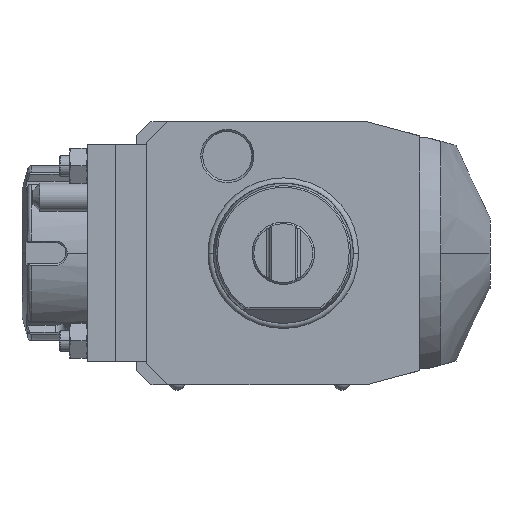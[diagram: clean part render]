
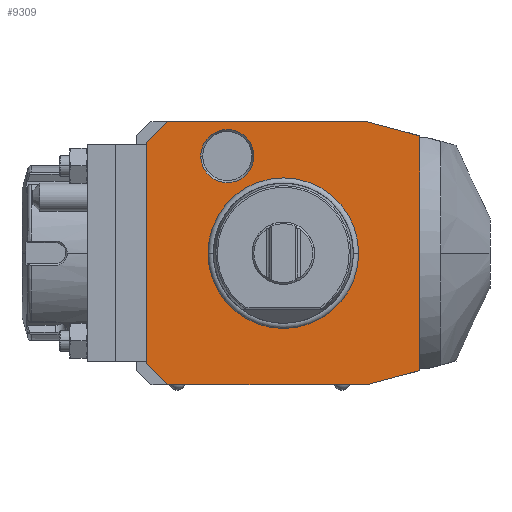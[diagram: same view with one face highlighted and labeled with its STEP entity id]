
A CAD part, front view. The second image highlights one B-rep face of the part: STEP entity #9309.
In plain terms, the highlighted planar face has unit normal (0, -1, 0).
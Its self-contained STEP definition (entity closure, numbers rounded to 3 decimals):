
#1=DIRECTION('',(-0.966,0.,0.259));
#2=VECTOR('',#1,15.529);
#3=CARTESIAN_POINT('',(39.,0.,33.481));
#4=LINE('',#3,#2);
#5=DIRECTION('',(0.,0.,1.));
#6=VECTOR('',#5,66.962);
#7=CARTESIAN_POINT('',(39.,0.,-33.481));
#8=LINE('',#7,#6);
#9=DIRECTION('',(0.966,0.,0.259));
#10=VECTOR('',#9,15.529);
#11=CARTESIAN_POINT('',(24.,0.,-37.5));
#12=LINE('',#11,#10);
#13=DIRECTION('',(1.,0.,0.));
#14=VECTOR('',#13,57.);
#15=CARTESIAN_POINT('',(-33.,0.,-37.5));
#16=LINE('',#15,#14);
#17=DIRECTION('',(0.707,0.,-0.707));
#18=VECTOR('',#17,8.485);
#19=CARTESIAN_POINT('',(-39.,0.,-31.5));
#20=LINE('',#19,#18);
#21=DIRECTION('',(0.,0.,-1.));
#22=VECTOR('',#21,63.);
#23=CARTESIAN_POINT('',(-39.,0.,31.5));
#24=LINE('',#23,#22);
#25=DIRECTION('',(-0.707,0.,-0.707));
#26=VECTOR('',#25,8.485);
#27=CARTESIAN_POINT('',(-33.,0.,37.5));
#28=LINE('',#27,#26);
#29=DIRECTION('',(-1.,0.,0.));
#30=VECTOR('',#29,57.);
#31=CARTESIAN_POINT('',(24.,0.,37.5));
#32=LINE('',#31,#30);
#33=CARTESIAN_POINT('',(-16.,0.,27.713));
#34=DIRECTION('',(0.,1.,0.));
#35=DIRECTION('',(1.,0.,0.));
#36=AXIS2_PLACEMENT_3D('',#33,#34,#35);
#38=CARTESIAN_POINT('',(-16.,0.,27.713));
#39=DIRECTION('',(0.,1.,0.));
#40=DIRECTION('',(-1.,0.,0.));
#41=AXIS2_PLACEMENT_3D('',#38,#39,#40);
#6841=CARTESIAN_POINT('',(0.,0.,0.));
#6842=DIRECTION('',(0.,-1.,0.));
#6843=DIRECTION('',(1.,0.,0.));
#6844=AXIS2_PLACEMENT_3D('',#6841,#6842,#6843);
#6846=CARTESIAN_POINT('',(0.,0.,0.));
#6847=DIRECTION('',(0.,-1.,0.));
#6848=DIRECTION('',(-1.,0.,0.));
#6849=AXIS2_PLACEMENT_3D('',#6846,#6847,#6848);
#8426=CARTESIAN_POINT('',(-8.423,0.,
27.713));
#8427=CARTESIAN_POINT('',(-23.577,0.,
27.713));
#8428=VERTEX_POINT('',#8426);
#8429=VERTEX_POINT('',#8427);
#9094=CARTESIAN_POINT('',(39.,0.,33.481));
#9095=CARTESIAN_POINT('',(24.,0.,37.5));
#9096=VERTEX_POINT('',#9094);
#9097=VERTEX_POINT('',#9095);
#9098=CARTESIAN_POINT('',(-33.,0.,37.5));
#9099=VERTEX_POINT('',#9098);
#9100=CARTESIAN_POINT('',(-39.,0.,31.5));
#9101=VERTEX_POINT('',#9100);
#9102=CARTESIAN_POINT('',(-39.,0.,-31.5));
#9103=VERTEX_POINT('',#9102);
#9104=CARTESIAN_POINT('',(-33.,0.,-37.5));
#9105=VERTEX_POINT('',#9104);
#9106=CARTESIAN_POINT('',(24.,0.,-37.5));
#9107=VERTEX_POINT('',#9106);
#9108=CARTESIAN_POINT('',(39.,0.,-33.481));
#9109=VERTEX_POINT('',#9108);
#9166=CARTESIAN_POINT('',(21.137,0.,0.));
#9167=CARTESIAN_POINT('',(-21.137,0.,0.));
#9168=VERTEX_POINT('',#9166);
#9169=VERTEX_POINT('',#9167);
#9274=CARTESIAN_POINT('',(0.,0.,0.));
#9275=DIRECTION('',(0.,-1.,0.));
#9276=DIRECTION('',(-1.,0.,0.));
#9277=AXIS2_PLACEMENT_3D('',#9274,#9275,#9276);
#9278=PLANE('',#9277);
#9280=ORIENTED_EDGE('',*,*,#9279,.F.);
#9282=ORIENTED_EDGE('',*,*,#9281,.F.);
#9284=ORIENTED_EDGE('',*,*,#9283,.F.);
#9286=ORIENTED_EDGE('',*,*,#9285,.F.);
#9288=ORIENTED_EDGE('',*,*,#9287,.F.);
#9290=ORIENTED_EDGE('',*,*,#9289,.F.);
#9292=ORIENTED_EDGE('',*,*,#9291,.F.);
#9294=ORIENTED_EDGE('',*,*,#9293,.F.);
#9295=EDGE_LOOP('',(#9280,#9282,#9284,#9286,#9288,#9290,#9292,#9294));
#9296=FACE_OUTER_BOUND('',#9295,.F.);
#9298=ORIENTED_EDGE('',*,*,#9297,.T.);
#9300=ORIENTED_EDGE('',*,*,#9299,.T.);
#9301=EDGE_LOOP('',(#9298,#9300));
#9302=FACE_BOUND('',#9301,.F.);
#9304=ORIENTED_EDGE('',*,*,#9303,.F.);
#9306=ORIENTED_EDGE('',*,*,#9305,.F.);
#9307=EDGE_LOOP('',(#9304,#9306));
#9308=FACE_BOUND('',#9307,.F.);
#37=CIRCLE('',#36,7.577);
#42=CIRCLE('',#41,7.577);
#6845=CIRCLE('',#6844,21.137);
#6850=CIRCLE('',#6849,21.137);
#9279=EDGE_CURVE('',#9096,#9097,#4,.T.);
#9281=EDGE_CURVE('',#9109,#9096,#8,.T.);
#9283=EDGE_CURVE('',#9107,#9109,#12,.T.);
#9285=EDGE_CURVE('',#9105,#9107,#16,.T.);
#9287=EDGE_CURVE('',#9103,#9105,#20,.T.);
#9289=EDGE_CURVE('',#9101,#9103,#24,.T.);
#9291=EDGE_CURVE('',#9099,#9101,#28,.T.);
#9293=EDGE_CURVE('',#9097,#9099,#32,.T.);
#9297=EDGE_CURVE('',#9168,#9169,#6845,.T.);
#9299=EDGE_CURVE('',#9169,#9168,#6850,.T.);
#9303=EDGE_CURVE('',#8428,#8429,#37,.T.);
#9305=EDGE_CURVE('',#8429,#8428,#42,.T.);
#9309=ADVANCED_FACE('',(#9296,#9302,#9308),#9278,.T.);
